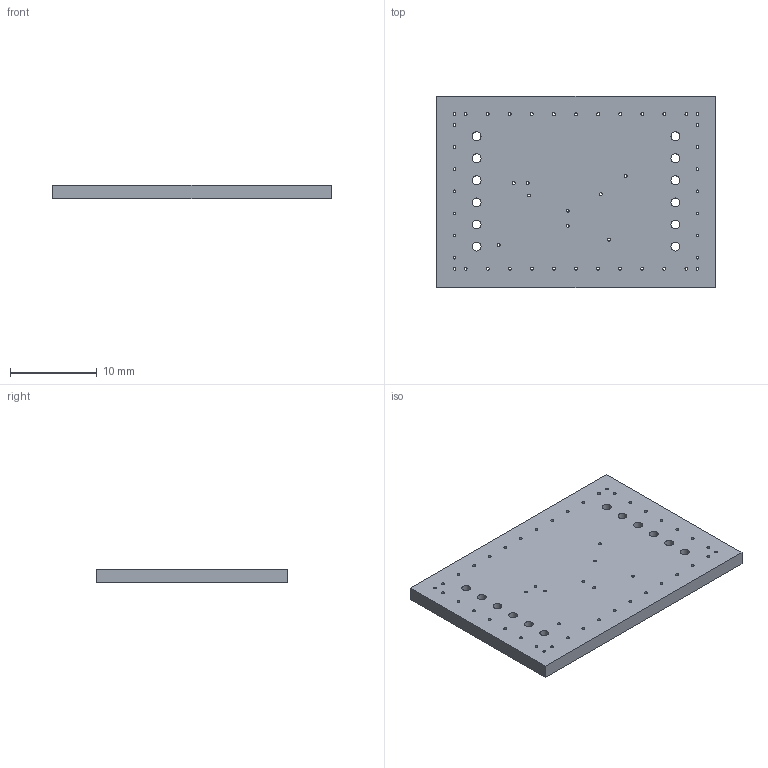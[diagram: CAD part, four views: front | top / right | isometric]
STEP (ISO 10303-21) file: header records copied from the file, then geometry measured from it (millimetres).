
FILE_DESCRIPTION(('for SolidWorks'),'2;1');
FILE_NAME('highVoltageMppc.step', '2016-03-02T12:41:48',('Sawaiz'),(''), 'Open CASCADE STEP processor 6.6','Diptrace','Unknown');
FILE_SCHEMA(('AUTOMOTIVE_DESIGN { 1 0 10303 214 1 1 1 1 }'));
Length unit declared in the file: millimetre
Products named in the file (2): PCB; Board
Assembly tree (1 placements, depth 2):
  PCB
    Board
Bounding box: 32 x 22 x 1.6 mm (x, y, z)
Volume: 1104.1 mm3; surface area: 1695.7 mm2
Topology: 1 solids, 1 shells, 67 faces, 195 edges, 130 vertices
Faces by surface type: cylinder 61, plane 6
Full cylindrical faces by diameter (mm): 0.33 x49, 1.02 x12
Entity records: 2572 total; most frequent: DIRECTION 455, CARTESIAN_POINT 394, ORIENTED_EDGE 390, EDGE_CURVE 195, AXIS2_PLACEMENT_3D 191, FACE_BOUND 189, EDGE_LOOP 189, VERTEX_POINT 130
